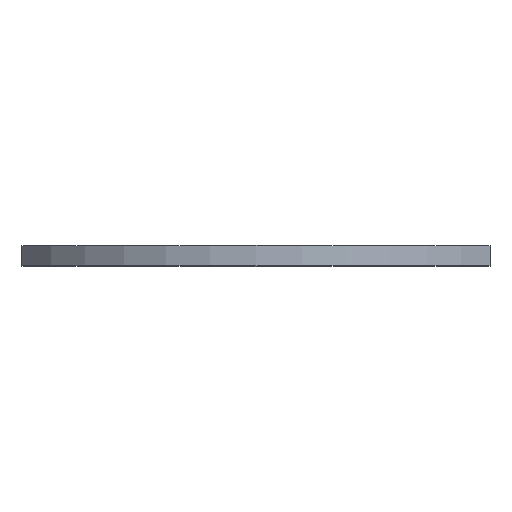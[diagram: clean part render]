
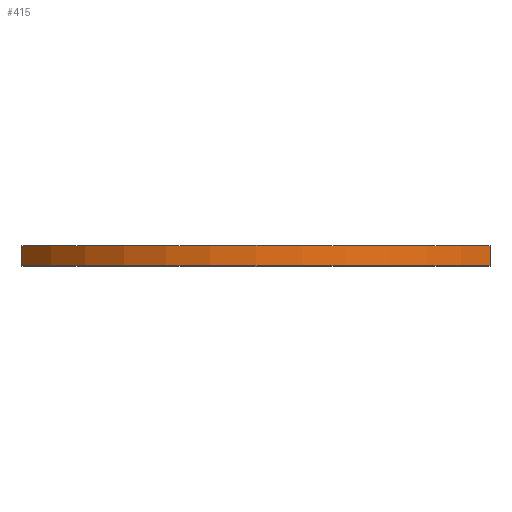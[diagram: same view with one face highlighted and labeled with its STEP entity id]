
A CAD part, top view. The second image highlights one B-rep face of the part: STEP entity #415.
In plain terms, the highlighted cylindrical face has radius 42.5 mm (diameter 85 mm), a partial arc.
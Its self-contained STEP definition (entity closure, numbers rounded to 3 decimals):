
#30 = VERTEX_POINT ( 'NONE', #152 ) ;
#44 = ORIENTED_EDGE ( 'NONE', *, *, #493, .F. ) ;
#65 = EDGE_LOOP ( 'NONE', ( #100, #677, #430, #44 ) ) ;
#67 = AXIS2_PLACEMENT_3D ( 'NONE', #490, #169, #544 ) ;
#87 = CYLINDRICAL_SURFACE ( 'NONE', #134, 42.5 ) ;
#100 = ORIENTED_EDGE ( 'NONE', *, *, #347, .T. ) ;
#112 = DIRECTION ( 'NONE',  ( 0., 0., -1. ) ) ;
#117 = CARTESIAN_POINT ( 'NONE',  ( -35.075, 3., 24. ) ) ;
#134 = AXIS2_PLACEMENT_3D ( 'NONE', #588, #485, #112 ) ;
#152 = CARTESIAN_POINT ( 'NONE',  ( 35.075, 3., 24. ) ) ;
#169 = DIRECTION ( 'NONE',  ( 0., 1., 0. ) ) ;
#188 = CARTESIAN_POINT ( 'NONE',  ( 35.075, 0., 24. ) ) ;
#257 = CIRCLE ( 'NONE', #475, 42.5 ) ;
#263 = CARTESIAN_POINT ( 'NONE',  ( 0., 0., 0. ) ) ;
#273 = CARTESIAN_POINT ( 'NONE',  ( 35.075, -50.752, 24. ) ) ;
#287 = EDGE_CURVE ( 'NONE', #651, #30, #563, .T. ) ;
#293 = VECTOR ( 'NONE', #336, 1000. ) ;
#315 = DIRECTION ( 'NONE',  ( 0., 0., 1. ) ) ;
#336 = DIRECTION ( 'NONE',  ( 0., 1., 0. ) ) ;
#347 = EDGE_CURVE ( 'NONE', #439, #651, #257, .T. ) ;
#383 = DIRECTION ( 'NONE',  ( 0., 1., 0. ) ) ;
#415 = ADVANCED_FACE ( 'NONE', ( #496 ), #87, .T. ) ;
#428 = VECTOR ( 'NONE', #383, 1000. ) ;
#430 = ORIENTED_EDGE ( 'NONE', *, *, #431, .F. ) ;
#431 = EDGE_CURVE ( 'NONE', #484, #30, #648, .T. ) ;
#439 = VERTEX_POINT ( 'NONE', #542 ) ;
#475 = AXIS2_PLACEMENT_3D ( 'NONE', #263, #635, #315 ) ;
#484 = VERTEX_POINT ( 'NONE', #117 ) ;
#485 = DIRECTION ( 'NONE',  ( 0., -1., 0. ) ) ;
#490 = CARTESIAN_POINT ( 'NONE',  ( 0., 3., 0. ) ) ;
#493 = EDGE_CURVE ( 'NONE', #439, #484, #600, .T. ) ;
#496 = FACE_OUTER_BOUND ( 'NONE', #65, .T. ) ;
#542 = CARTESIAN_POINT ( 'NONE',  ( -35.075, 0., 24. ) ) ;
#544 = DIRECTION ( 'NONE',  ( 0., 0., 1. ) ) ;
#548 = CARTESIAN_POINT ( 'NONE',  ( -35.075, -50.752, 24. ) ) ;
#563 = LINE ( 'NONE', #273, #293 ) ;
#588 = CARTESIAN_POINT ( 'NONE',  ( 0., 3., 0. ) ) ;
#600 = LINE ( 'NONE', #548, #428 ) ;
#635 = DIRECTION ( 'NONE',  ( 0., 1., 0. ) ) ;
#648 = CIRCLE ( 'NONE', #67, 42.5 ) ;
#651 = VERTEX_POINT ( 'NONE', #188 ) ;
#677 = ORIENTED_EDGE ( 'NONE', *, *, #287, .T. ) ;
